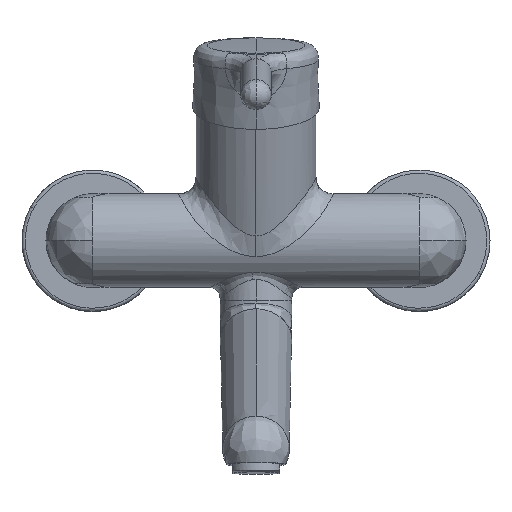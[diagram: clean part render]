
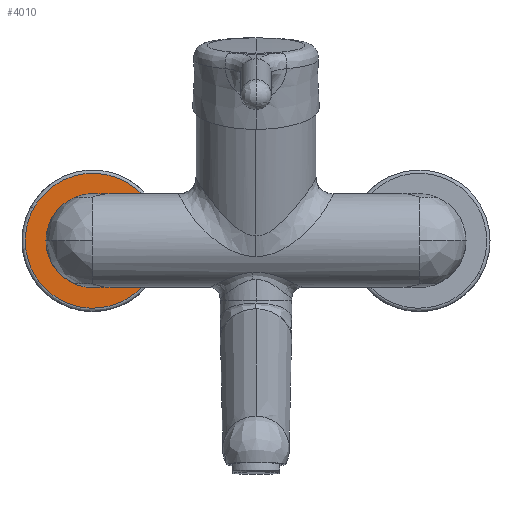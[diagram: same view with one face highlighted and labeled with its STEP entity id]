
A CAD part, top view. The second image highlights one B-rep face of the part: STEP entity #4010.
In plain terms, the highlighted planar face has unit normal (0, 0, 1).
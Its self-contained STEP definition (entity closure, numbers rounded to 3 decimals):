
#90 = AXIS2_PLACEMENT_3D ( 'NONE', #2655, #11248, #3893 ) ;
#921 = CARTESIAN_POINT ( 'NONE',  ( -75., -21.5, 34. ) ) ;
#1509 = ORIENTED_EDGE ( 'NONE', *, *, #9782, .F. ) ;
#2655 = CARTESIAN_POINT ( 'NONE',  ( -75., 0., 34. ) ) ;
#3013 = ORIENTED_EDGE ( 'NONE', *, *, #5350, .T. ) ;
#3126 = CARTESIAN_POINT ( 'NONE',  ( -47.795, -14.862, 34. ) ) ;
#3241 = CARTESIAN_POINT ( 'NONE',  ( -131.929, -39.548, 34. ) ) ;
#3737 = FACE_OUTER_BOUND ( 'NONE', #14006, .T. ) ;
#3893 = DIRECTION ( 'NONE',  ( 0., 1., 0. ) ) ;
#4010 = ADVANCED_FACE ( 'NONE', ( #13925, #3737 ), #9521, .F. ) ;
#4564 = ORIENTED_EDGE ( 'NONE', *, *, #6211, .T. ) ;
#4642 = DIRECTION ( 'NONE',  ( 0., 0., -1. ) ) ;
#4661 = CARTESIAN_POINT ( 'NONE',  ( -72.481, 69.272, 34. ) ) ;
#5350 = EDGE_CURVE ( 'NONE', #10215, #13552, #10438, .T. ) ;
#5591 = DIRECTION ( 'NONE',  ( 0., 0., -1. ) ) ;
#5652 = CARTESIAN_POINT ( 'NONE',  ( -77.519, -69.272, 34. ) ) ;
#5957 = CARTESIAN_POINT ( 'NONE',  ( -47.795, -14.862, 34. ) ) ;
#6211 = EDGE_CURVE ( 'NONE', #13552, #10215, #15053, .T. ) ;
#7784 = AXIS2_PLACEMENT_3D ( 'NONE', #8292, #4642, #13251 ) ;
#8292 = CARTESIAN_POINT ( 'NONE',  ( -44., 0., 34. ) ) ;
#8361 = CARTESIAN_POINT ( 'NONE',  ( -47.795, -14.862, 34. ) ) ;
#8638 = CARTESIAN_POINT ( 'NONE',  ( -75., 21.5, 34. ) ) ;
#9200 = EDGE_CURVE ( 'NONE', #9314, #14759, #12465, .T. ) ;
#9314 = VERTEX_POINT ( 'NONE', #9750 ) ;
#9521 = PLANE ( 'NONE',  #7784 ) ;
#9750 = CARTESIAN_POINT ( 'NONE',  ( -102.205, 14.862, 34. ) ) ;
#9782 = EDGE_CURVE ( 'NONE', #14759, #9314, #11267, .T. ) ;
#10215 = VERTEX_POINT ( 'NONE', #921 ) ;
#10438 = CIRCLE ( 'NONE', #90, 21.5 ) ;
#11248 = DIRECTION ( 'NONE',  ( 0., 0., -1. ) ) ;
#11267 =( BOUNDED_CURVE ( )  B_SPLINE_CURVE ( 3, ( #3126, #5652, #3241, #11839 ),
 .UNSPECIFIED., .F., .F. ) 
 B_SPLINE_CURVE_WITH_KNOTS ( ( 4, 4 ),
 ( 0., 1. ),
 .UNSPECIFIED. ) 
 CURVE ( )  GEOMETRIC_REPRESENTATION_ITEM ( )  RATIONAL_B_SPLINE_CURVE ( ( 1., 0.333, 0.333, 1. ) ) 
 REPRESENTATION_ITEM ( '' )  );
#11839 = CARTESIAN_POINT ( 'NONE',  ( -102.205, 14.862, 34. ) ) ;
#12465 =( BOUNDED_CURVE ( )  B_SPLINE_CURVE ( 3, ( #15727, #4661, #14488, #8361 ),
 .UNSPECIFIED., .F., .F. ) 
 B_SPLINE_CURVE_WITH_KNOTS ( ( 4, 4 ),
 ( 0., 1. ),
 .UNSPECIFIED. ) 
 CURVE ( )  GEOMETRIC_REPRESENTATION_ITEM ( )  RATIONAL_B_SPLINE_CURVE ( ( 1., 0.333, 0.333, 1. ) ) 
 REPRESENTATION_ITEM ( '' )  );
#12469 = ORIENTED_EDGE ( 'NONE', *, *, #9200, .F. ) ;
#12470 = AXIS2_PLACEMENT_3D ( 'NONE', #12965, #5591, #14203 ) ;
#12965 = CARTESIAN_POINT ( 'NONE',  ( -75., 0., 34. ) ) ;
#13251 = DIRECTION ( 'NONE',  ( 1., 0., 0. ) ) ;
#13552 = VERTEX_POINT ( 'NONE', #8638 ) ;
#13925 = FACE_BOUND ( 'NONE', #13982, .T. ) ;
#13982 = EDGE_LOOP ( 'NONE', ( #4564, #3013 ) ) ;
#14006 = EDGE_LOOP ( 'NONE', ( #12469, #1509 ) ) ;
#14203 = DIRECTION ( 'NONE',  ( 0., 1., 0. ) ) ;
#14488 = CARTESIAN_POINT ( 'NONE',  ( -18.071, 39.548, 34. ) ) ;
#14759 = VERTEX_POINT ( 'NONE', #5957 ) ;
#15053 = CIRCLE ( 'NONE', #12470, 21.5 ) ;
#15727 = CARTESIAN_POINT ( 'NONE',  ( -102.205, 14.862, 34. ) ) ;
